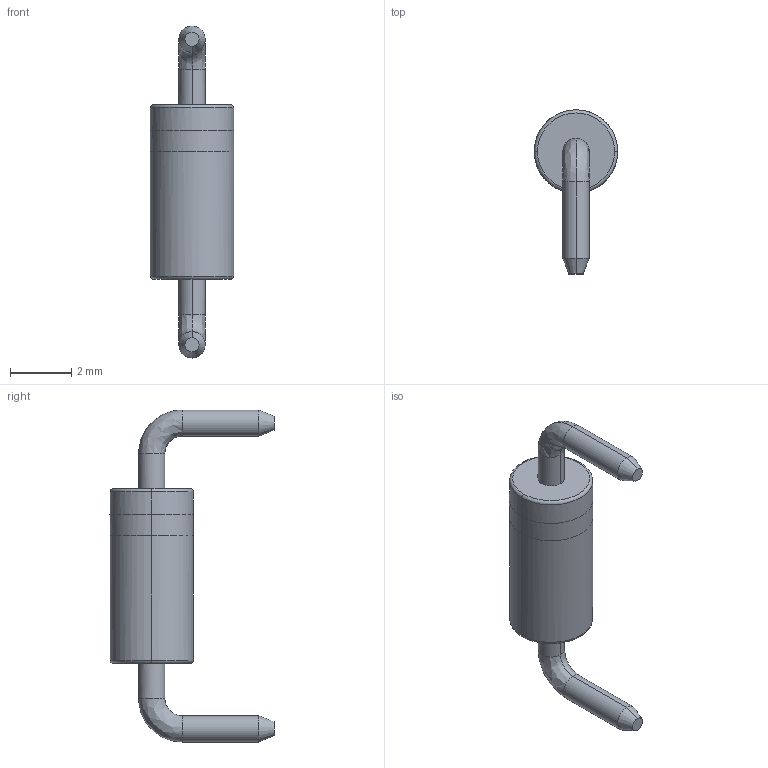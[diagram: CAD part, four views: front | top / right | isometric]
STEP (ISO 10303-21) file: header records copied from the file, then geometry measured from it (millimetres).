
FILE_DESCRIPTION (( 'STEP AP214' ), '1' );
FILE_NAME ('08EC9317-B2C5-429C-B376-8038FDC658DC.STEP', '2022-09-22T00:28:25', ( '' ), ( '' ), 'SwSTEP 2.0', 'SolidWorks 2022', '' );
FILE_SCHEMA (( 'AUTOMOTIVE_DESIGN' ));
Length unit declared in the file: millimetre
Products named in the file (1): 08EC9317-B2C5-429C-B376-8038FDC658DC
Bounding box: 2.73 x 5.36 x 10.86 mm (x, y, z)
Volume: 39.6 mm3; surface area: 89.3 mm2
Topology: 1 solids, 1 shells, 30 faces, 58 edges, 32 vertices
Faces by surface type: cylinder 14, torus 4, cone 4, bspline 4, plane 4
Entity records: 1232 total; most frequent: CARTESIAN_POINT 289, DIRECTION 136, ORIENTED_EDGE 116, AXIS2_PLACEMENT_3D 59, EDGE_CURVE 58, EDGE_LOOP 32, VERTEX_POINT 32, CIRCLE 32
